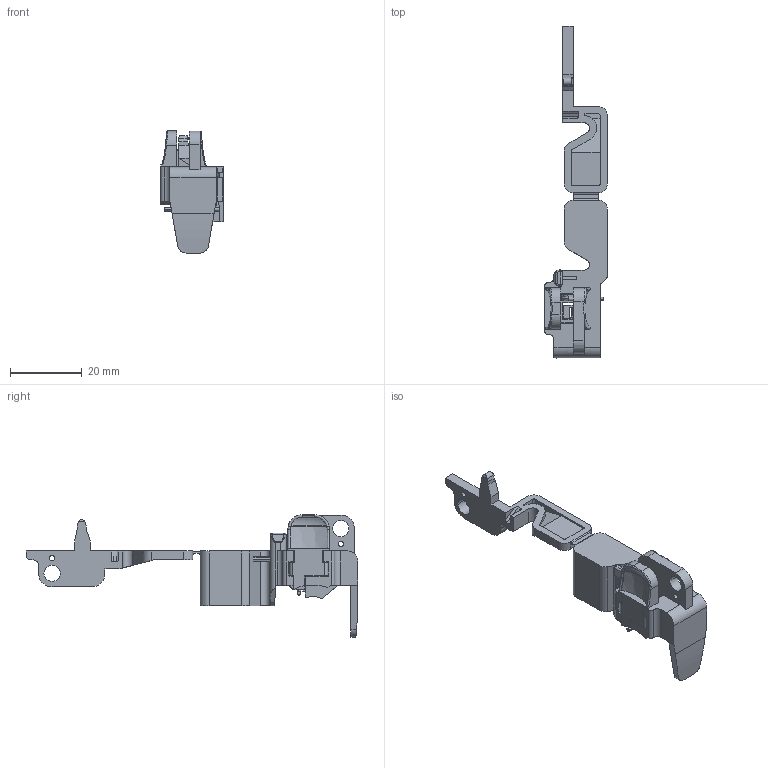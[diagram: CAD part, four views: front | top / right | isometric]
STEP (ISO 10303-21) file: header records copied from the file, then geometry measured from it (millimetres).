
FILE_DESCRIPTION(('STEP AP214'),'1');
FILE_NAME('cctmp_8D8945DC-F76D-4E08-AAB5-7C0FD8EEF8F0_2023_07_24_20_18_58_0657..stp','2023-07-24T18:18:59',('SIEMENS A&D'),('CADClick - www.CADClick.com'),'Spatial InterOp 3D postprocessed',' ','unknown authorization');
FILE_SCHEMA(('AUTOMOTIVE_DESIGN'));
Length unit declared in the file: millimetre
Products named in the file (3): cc_unnamed; 2023_07_24_20_18_58_0610; 2023_07_24_20_18_58_0579
Assembly tree (2 placements, depth 2):
  cc_unnamed
    2023_07_24_20_18_58_0610
    2023_07_24_20_18_58_0579
Bounding box: 17.5 x 92.5 x 34.05 mm (x, y, z)
Volume: 6957.9 mm3; surface area: 8665.8 mm2
Topology: 2 solids, 6 shells, 583 faces, 1535 edges, 960 vertices
Faces by surface type: plane 248, cylinder 186, torus 54, cone 45, bspline 27, sphere 23
Entity records: 22794 total; most frequent: CARTESIAN_POINT 6449, DIRECTION 3081, ORIENTED_EDGE 3070, EDGE_CURVE 1535, AXIS2_PLACEMENT_3D 1105, VERTEX_POINT 960, LINE 871, VECTOR 871
